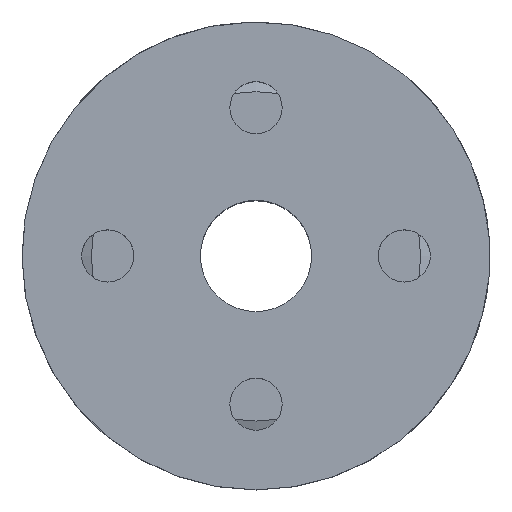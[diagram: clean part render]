
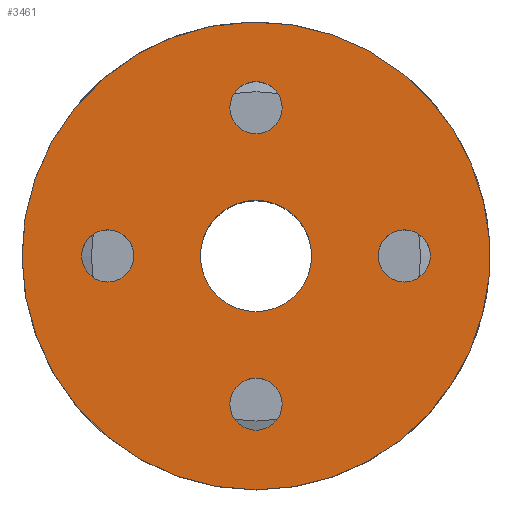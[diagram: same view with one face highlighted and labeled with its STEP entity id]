
A CAD part, top view. The second image highlights one B-rep face of the part: STEP entity #3461.
In plain terms, the highlighted planar face has unit normal (0, 0, 1).
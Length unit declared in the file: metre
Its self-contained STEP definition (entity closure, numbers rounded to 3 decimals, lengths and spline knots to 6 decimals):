
#79=PLANE('',#3740);
#138=CIRCLE('',#3722,0.001994);
#139=CIRCLE('',#3724,0.001994);
#140=CIRCLE('',#3726,0.001994);
#141=CIRCLE('',#3728,0.001994);
#143=CIRCLE('',#3731,0.017867);
#149=CIRCLE('',#3738,0.00425);
#865=ORIENTED_EDGE('',*,*,#1918,.T.);
#866=ORIENTED_EDGE('',*,*,#1916,.F.);
#867=ORIENTED_EDGE('',*,*,#1915,.F.);
#868=ORIENTED_EDGE('',*,*,#1914,.F.);
#869=ORIENTED_EDGE('',*,*,#1913,.F.);
#870=ORIENTED_EDGE('',*,*,#1932,.F.);
#1913=EDGE_CURVE('',#2441,#2441,#138,.T.);
#1914=EDGE_CURVE('',#2442,#2442,#139,.T.);
#1915=EDGE_CURVE('',#2443,#2443,#140,.T.);
#1916=EDGE_CURVE('',#2444,#2444,#141,.T.);
#1918=EDGE_CURVE('',#2446,#2446,#143,.T.);
#1932=EDGE_CURVE('',#2457,#2457,#149,.T.);
#2441=VERTEX_POINT('',#5455);
#2442=VERTEX_POINT('',#5458);
#2443=VERTEX_POINT('',#5461);
#2444=VERTEX_POINT('',#5464);
#2446=VERTEX_POINT('',#5469);
#2457=VERTEX_POINT('',#5495);
#2859=EDGE_LOOP('',(#865));
#2860=EDGE_LOOP('',(#866));
#2861=EDGE_LOOP('',(#867));
#2862=EDGE_LOOP('',(#868));
#2863=EDGE_LOOP('',(#869));
#2864=EDGE_LOOP('',(#870));
#3101=FACE_BOUND('',#2859,.T.);
#3102=FACE_BOUND('',#2860,.T.);
#3103=FACE_BOUND('',#2861,.T.);
#3104=FACE_BOUND('',#2862,.T.);
#3105=FACE_BOUND('',#2863,.T.);
#3106=FACE_BOUND('',#2864,.T.);
#3461=ADVANCED_FACE('',(#3101,#3102,#3103,#3104,#3105,#3106),#79,.T.);
#3722=AXIS2_PLACEMENT_3D('',#5454,#4282,#4283);
#3724=AXIS2_PLACEMENT_3D('',#5457,#4286,#4287);
#3726=AXIS2_PLACEMENT_3D('',#5460,#4290,#4291);
#3728=AXIS2_PLACEMENT_3D('',#5463,#4294,#4295);
#3731=AXIS2_PLACEMENT_3D('',#5468,#4300,#4301);
#3738=AXIS2_PLACEMENT_3D('',#5494,#4322,#4323);
#3740=AXIS2_PLACEMENT_3D('',#5498,#4326,#4327);
#4282=DIRECTION('',(0.,0.,1.));
#4283=DIRECTION('',(0.,-1.,0.));
#4286=DIRECTION('',(0.,0.,1.));
#4287=DIRECTION('',(0.,-1.,0.));
#4290=DIRECTION('',(0.,0.,1.));
#4291=DIRECTION('',(0.,-1.,0.));
#4294=DIRECTION('',(0.,0.,1.));
#4295=DIRECTION('',(0.,-1.,0.));
#4300=DIRECTION('',(0.,0.,1.));
#4301=DIRECTION('',(0.,-1.,0.));
#4322=DIRECTION('',(0.,0.,1.));
#4323=DIRECTION('',(0.,-1.,0.));
#4326=DIRECTION('',(0.,0.,1.));
#4327=DIRECTION('',(1.,0.,0.));
#5454=CARTESIAN_POINT('',(-0.011316,0.,0.004));
#5455=CARTESIAN_POINT('',(-0.011316,-0.001994,0.004));
#5457=CARTESIAN_POINT('',(0.,-0.011316,0.004));
#5458=CARTESIAN_POINT('',(0.,-0.01331,0.004));
#5460=CARTESIAN_POINT('',(0.011316,0.,0.004));
#5461=CARTESIAN_POINT('',(0.011316,-0.001994,0.004));
#5463=CARTESIAN_POINT('',(0.,0.011316,0.004));
#5464=CARTESIAN_POINT('',(0.,0.009322,0.004));
#5468=CARTESIAN_POINT('',(0.,0.,0.004));
#5469=CARTESIAN_POINT('',(0.,-0.017867,0.004));
#5494=CARTESIAN_POINT('',(0.,0.,0.004));
#5495=CARTESIAN_POINT('',(0.,-0.00425,0.004));
#5498=CARTESIAN_POINT('',(0.,0.,0.004));
